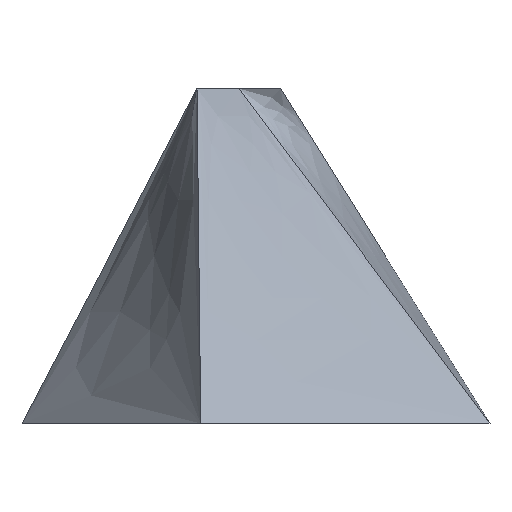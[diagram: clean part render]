
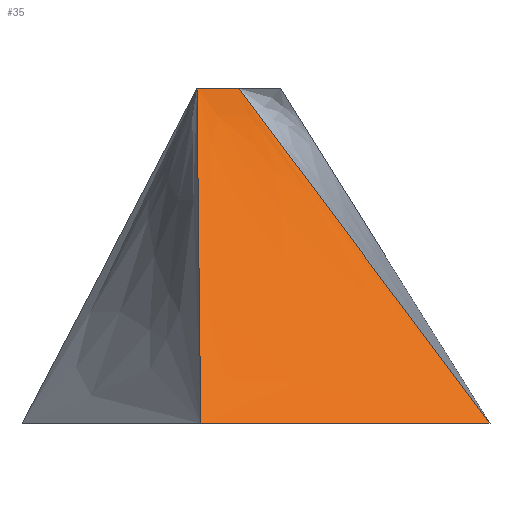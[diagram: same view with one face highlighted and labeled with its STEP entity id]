
A CAD part, left-side view. The second image highlights one B-rep face of the part: STEP entity #35.
In plain terms, the highlighted free-form (B-spline) face has degree [3, 1] with [4, 2] control points.
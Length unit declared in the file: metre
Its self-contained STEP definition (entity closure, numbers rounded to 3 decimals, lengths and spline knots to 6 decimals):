
#35 = ADVANCED_FACE( '', ( #68 ), #69, .T. );
#68 = FACE_OUTER_BOUND( '', #103, .T. );
#69 = B_SPLINE_SURFACE_WITH_KNOTS( '', 3, 1, ( ( #104, #105 ), ( #106, #107 ), ( #108, #109 ), ( #110, #111 ) ), .UNSPECIFIED., .F., .F., .F., ( 4, 4 ), ( 2, 2 ), ( 0., 1. ), ( 0., 1. ), .UNSPECIFIED. );
#103 = EDGE_LOOP( '', ( #161, #162, #163, #164 ) );
#104 = CARTESIAN_POINT( '', ( -0.074649, 0.024255, 0. ) );
#105 = CARTESIAN_POINT( '', ( -0.0381, 0.0254, 0.1016 ) );
#106 = CARTESIAN_POINT( '', ( -0.065144, -0.004997, 0. ) );
#107 = CARTESIAN_POINT( '', ( -0.0381, 0.021167, 0.1016 ) );
#108 = CARTESIAN_POINT( '', ( -0.05564, -0.034248, 0. ) );
#109 = CARTESIAN_POINT( '', ( -0.0381, 0.016933, 0.1016 ) );
#110 = CARTESIAN_POINT( '', ( -0.046135, -0.0635, 0. ) );
#111 = CARTESIAN_POINT( '', ( -0.0381, 0.0127, 0.1016 ) );
#161 = ORIENTED_EDGE( '', *, *, #200, .T. );
#162 = ORIENTED_EDGE( '', *, *, #201, .F. );
#163 = ORIENTED_EDGE( '', *, *, #202, .F. );
#164 = ORIENTED_EDGE( '', *, *, #194, .T. );
#194 = EDGE_CURVE( '', #213, #219, #221, .T. );
#200 = EDGE_CURVE( '', #219, #229, #230, .T. );
#201 = EDGE_CURVE( '', #231, #229, #232, .F. );
#202 = EDGE_CURVE( '', #213, #231, #233, .T. );
#213 = VERTEX_POINT( '', #245 );
#219 = VERTEX_POINT( '', #254 );
#221 = LINE( '', #257, #258 );
#229 = VERTEX_POINT( '', #269 );
#230 = B_SPLINE_CURVE_WITH_KNOTS( '', 1, ( #270, #271 ), .UNSPECIFIED., .F., .F., ( 2, 2 ), ( 0., 1. ), .UNSPECIFIED. );
#231 = VERTEX_POINT( '', #272 );
#232 = LINE( '', #273, #274 );
#233 = B_SPLINE_CURVE_WITH_KNOTS( '', 1, ( #275, #276 ), .UNSPECIFIED., .F., .F., ( 2, 2 ), ( 0., 1. ), .UNSPECIFIED. );
#245 = CARTESIAN_POINT( '', ( -0.074649, 0.024255, 0. ) );
#254 = CARTESIAN_POINT( '', ( -0.046135, -0.0635, 0. ) );
#257 = CARTESIAN_POINT( '', ( -0.060392, -0.019623, 0. ) );
#258 = VECTOR( '', #294, 1. );
#269 = CARTESIAN_POINT( '', ( -0.0381, 0.0127, 0.1016 ) );
#270 = CARTESIAN_POINT( '', ( -0.046135, -0.0635, 0. ) );
#271 = CARTESIAN_POINT( '', ( -0.0381, 0.0127, 0.1016 ) );
#272 = CARTESIAN_POINT( '', ( -0.0381, 0.0254, 0.1016 ) );
#273 = CARTESIAN_POINT( '', ( -0.0381, 0.0127, 0.1016 ) );
#274 = VECTOR( '', #296, 1. );
#275 = CARTESIAN_POINT( '', ( -0.074649, 0.024255, 0. ) );
#276 = CARTESIAN_POINT( '', ( -0.0381, 0.0254, 0.1016 ) );
#294 = DIRECTION( '', ( 0.309, -0.951, 0. ) );
#296 = DIRECTION( '', ( 0., 1., 0. ) );
